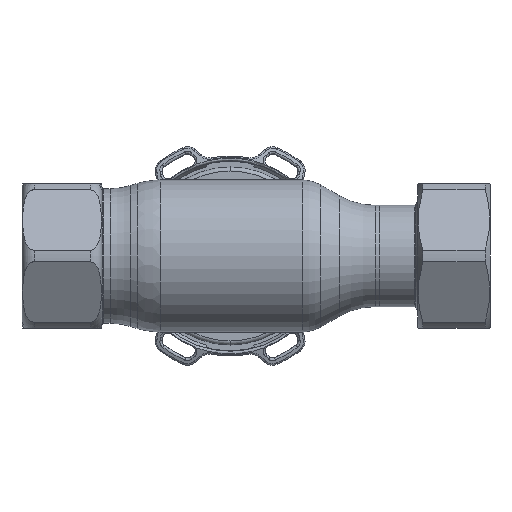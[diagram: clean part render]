
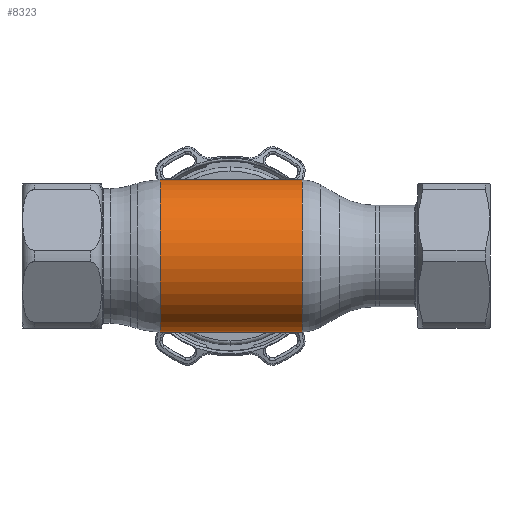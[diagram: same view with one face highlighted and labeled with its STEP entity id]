
A CAD part, front view. The second image highlights one B-rep face of the part: STEP entity #8323.
In plain terms, the highlighted cylindrical face has radius 19 mm (diameter 38 mm), a partial arc.
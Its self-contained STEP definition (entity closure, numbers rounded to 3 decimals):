
#87 = LINE ( 'NONE', #22064, #10458 ) ;
#2098 = AXIS2_PLACEMENT_3D ( 'NONE', #16958, #30600, #11470 ) ;
#2782 = EDGE_CURVE ( 'NONE', #27662, #21231, #4883, .T. ) ;
#4160 = VERTEX_POINT ( 'NONE', #22148 ) ;
#4883 = CIRCLE ( 'NONE', #36006, 19. ) ;
#5781 = DIRECTION ( 'NONE',  ( 1., 0., 0. ) ) ;
#6463 = EDGE_LOOP ( 'NONE', ( #6931, #33610, #23205, #29281 ) ) ;
#6931 = ORIENTED_EDGE ( 'NONE', *, *, #32291, .F. ) ;
#8323 = ADVANCED_FACE ( 'NONE', ( #24862 ), #10861, .T. ) ;
#8658 = CARTESIAN_POINT ( 'NONE',  ( 18.088, 0., 0. ) ) ;
#10458 = VECTOR ( 'NONE', #27976, 1000. ) ;
#10861 = CYLINDRICAL_SURFACE ( 'NONE', #2098, 19. ) ;
#10899 = VERTEX_POINT ( 'NONE', #36234 ) ;
#11470 = DIRECTION ( 'NONE',  ( 0., 0., -1. ) ) ;
#16046 = CARTESIAN_POINT ( 'NONE',  ( 18.088, 0., -19. ) ) ;
#16935 = DIRECTION ( 'NONE',  ( 0., 0., -1. ) ) ;
#16958 = CARTESIAN_POINT ( 'NONE',  ( 62.69, 0., 0. ) ) ;
#19748 = VECTOR ( 'NONE', #33297, 1000. ) ;
#20264 = CIRCLE ( 'NONE', #23824, 19. ) ;
#20584 = CARTESIAN_POINT ( 'NONE',  ( 18.088, 0., 19. ) ) ;
#21231 = VERTEX_POINT ( 'NONE', #16046 ) ;
#22064 = CARTESIAN_POINT ( 'NONE',  ( 62.69, 0., 19. ) ) ;
#22148 = CARTESIAN_POINT ( 'NONE',  ( -17.411, 0., 19. ) ) ;
#23205 = ORIENTED_EDGE ( 'NONE', *, *, #29859, .T. ) ;
#23824 = AXIS2_PLACEMENT_3D ( 'NONE', #33727, #5781, #16935 ) ;
#24862 = FACE_OUTER_BOUND ( 'NONE', #6463, .T. ) ;
#27662 = VERTEX_POINT ( 'NONE', #20584 ) ;
#27976 = DIRECTION ( 'NONE',  ( 1., 0., 0. ) ) ;
#27994 = DIRECTION ( 'NONE',  ( 1., 0., 0. ) ) ;
#29281 = ORIENTED_EDGE ( 'NONE', *, *, #2782, .F. ) ;
#29859 = EDGE_CURVE ( 'NONE', #10899, #21231, #36102, .T. ) ;
#30542 = DIRECTION ( 'NONE',  ( 0., 0., -1. ) ) ;
#30600 = DIRECTION ( 'NONE',  ( 1., 0., 0. ) ) ;
#32291 = EDGE_CURVE ( 'NONE', #4160, #27662, #87, .T. ) ;
#32765 = EDGE_CURVE ( 'NONE', #4160, #10899, #20264, .T. ) ;
#33297 = DIRECTION ( 'NONE',  ( 1., 0., 0. ) ) ;
#33478 = CARTESIAN_POINT ( 'NONE',  ( 62.69, 0., -19. ) ) ;
#33610 = ORIENTED_EDGE ( 'NONE', *, *, #32765, .T. ) ;
#33727 = CARTESIAN_POINT ( 'NONE',  ( -17.411, 0., 0. ) ) ;
#36006 = AXIS2_PLACEMENT_3D ( 'NONE', #8658, #27994, #30542 ) ;
#36102 = LINE ( 'NONE', #33478, #19748 ) ;
#36234 = CARTESIAN_POINT ( 'NONE',  ( -17.411, 0., -19. ) ) ;
